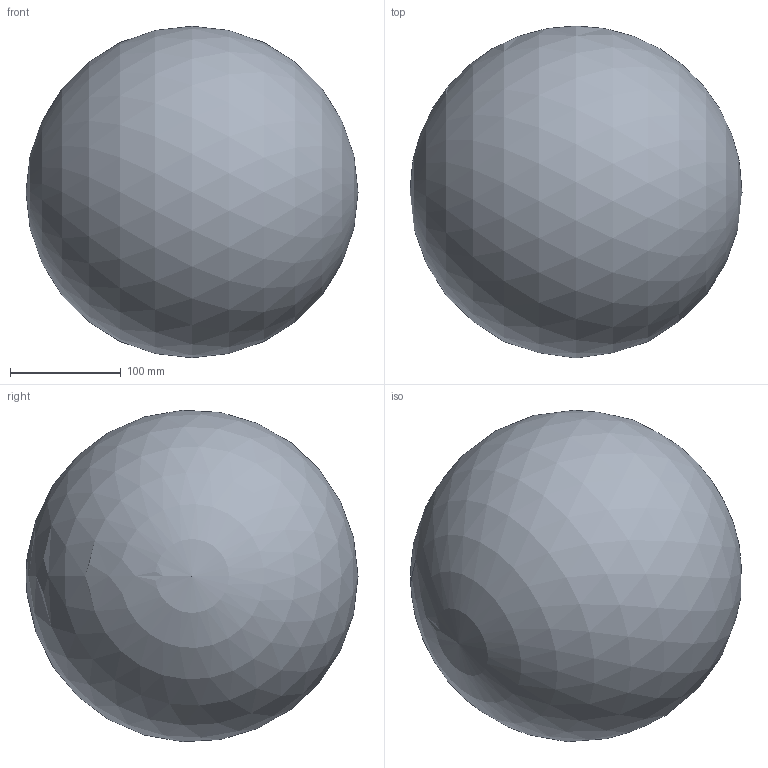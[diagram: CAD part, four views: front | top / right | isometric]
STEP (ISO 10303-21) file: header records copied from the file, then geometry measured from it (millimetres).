
FILE_DESCRIPTION(('FreeCAD Model'),'2;1');
FILE_NAME('Open CASCADE Shape Model','2025-06-13T13:03:12',(''),(''), 'Open CASCADE STEP processor 7.6','FreeCAD','Unknown');
FILE_SCHEMA(('AUTOMOTIVE_DESIGN { 1 0 10303 214 1 1 1 1 }'));
Length unit declared in the file: millimetre
Products named in the file (1): airbox (Solid)
Bounding box: 300 x 300 x 299.49 mm (x, y, z)
Volume: 14137166.9 mm3; surface area: 282743.3 mm2
Topology: 1 solids, 1 shells, 1 faces, 3 edges, 2 vertices
Faces by surface type: sphere 1
Entity records: 40 total; most frequent: DIRECTION 4, CARTESIAN_POINT 3, AXIS2_PLACEMENT_3D 2, COLOUR_RGB 2, APPLICATION_PROTOCOL_DEFINITION 1, APPLICATION_CONTEXT 1, SHAPE_DEFINITION_REPRESENTATION 1, PRODUCT_DEFINITION_SHAPE 1
